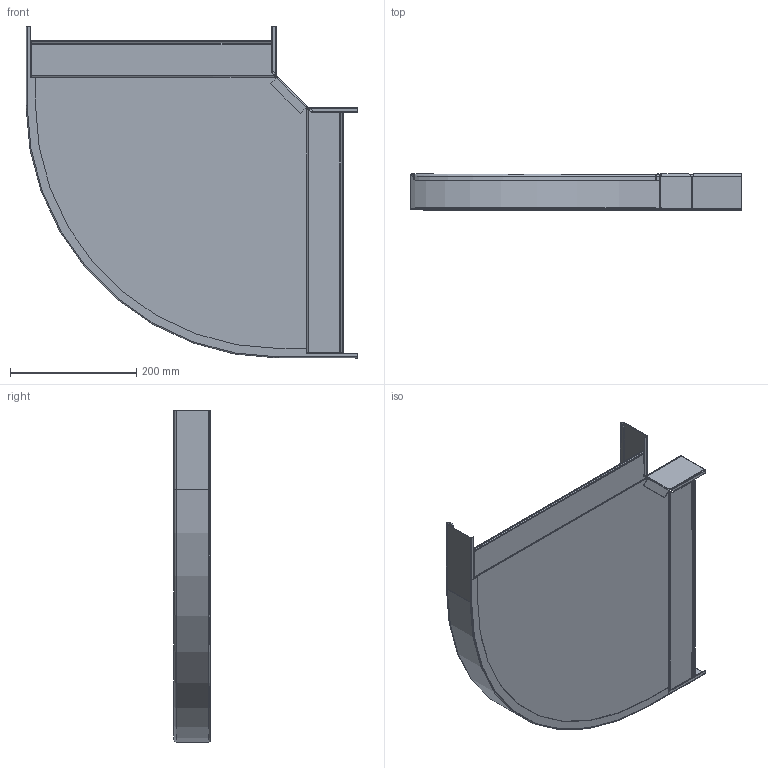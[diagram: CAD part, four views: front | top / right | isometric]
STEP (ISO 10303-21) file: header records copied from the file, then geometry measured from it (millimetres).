
FILE_DESCRIPTION (( 'STEP AP214' ), '1' );
FILE_NAME ('6036658.STEP', '2024-10-21T10:46:47', ( '' ), ( '' ), 'SwSTEP 2.0', 'SolidWorks 2024', '' );
FILE_SCHEMA (( 'AUTOMOTIVE_DESIGN' ));
Length unit declared in the file: millimetre
Products named in the file (4): 167734_400; 6036658; 167733_400; 167655_60x90°
Assembly tree (3 placements, depth 2):
  6036658
    167734_400
    167733_400
    167655_60x90°
Bounding box: 525 x 57 x 525 mm (x, y, z)
Volume: 315842.9 mm3; surface area: 592828.8 mm2
Topology: 3 solids, 3 shells, 192 faces, 434 edges, 248 vertices
Faces by surface type: plane 114, cylinder 62, bspline 12, torus 4
Entity records: 5733 total; most frequent: CARTESIAN_POINT 1476, ORIENTED_EDGE 868, DIRECTION 836, EDGE_CURVE 434, AXIS2_PLACEMENT_3D 280, VECTOR 276, LINE 276, VERTEX_POINT 248
